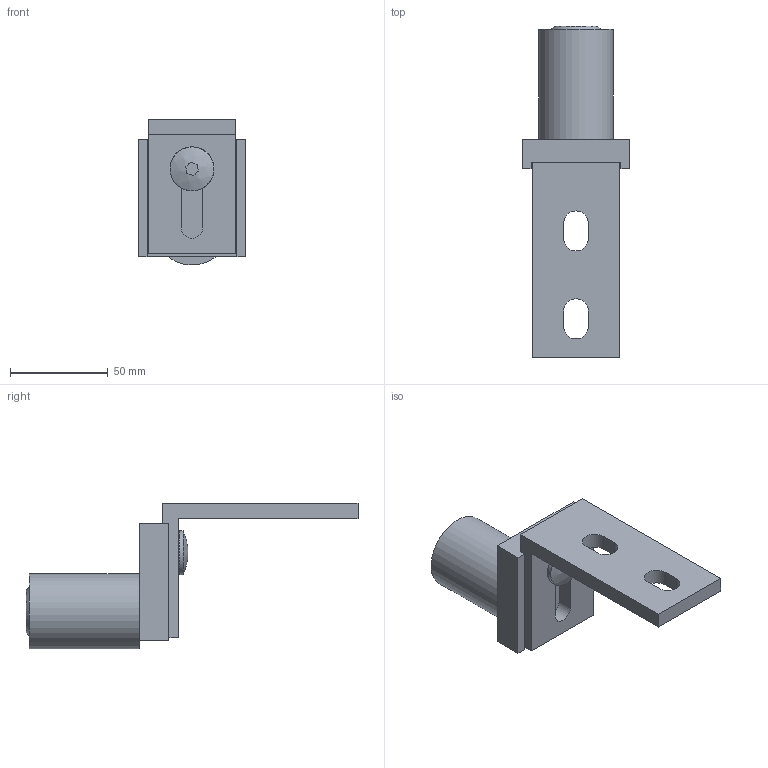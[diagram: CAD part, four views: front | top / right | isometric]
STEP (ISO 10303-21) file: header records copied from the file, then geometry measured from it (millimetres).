
FILE_DESCRIPTION(/* description */ (''),/* implementation_level */ '2;1');
FILE_NAME(/* name */ '11310100 001_Shrinkwrap_2.stp',/* time_stamp */ '2021-09-29T12:17:03+02:00',/* author */ ('gcocco'),/* organization */ (''),/* preprocessor_version */ 'ST-DEVELOPER v17.2',/* originating_system */ 'Autodesk Inventor 2019',/* authorisation */ '');
FILE_SCHEMA (('AUTOMOTIVE_DESIGN { 1 0 10303 214 3 1 1 }'));
Length unit declared in the file: millimetre
Products named in the file (1): 11310100  001_Shrinkwrap_2
Bounding box: 55 x 170 x 74.69 mm (x, y, z)
Surface area: 38342.7 mm2 (no closed solid volume)
Topology: 0 solids, 6 shells, 164 faces, 636 edges, 451 vertices
Faces by surface type: plane 147, cylinder 8, cone 8, sphere 1
Full cylindrical faces by diameter (mm): 8 x1, 22.5 x1, 38.5 x1
Entity records: 6776 total; most frequent: CARTESIAN_POINT 1275, DIRECTION 1080, ORIENTED_EDGE 981, EDGE_CURVE 635, LINE 496, VECTOR 496, VERTEX_POINT 451, AXIS2_PLACEMENT_3D 292
